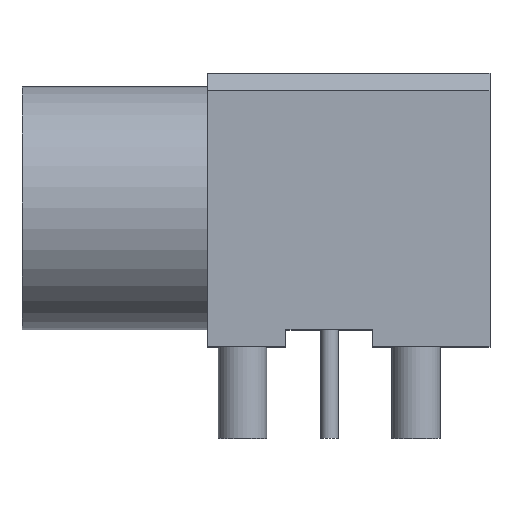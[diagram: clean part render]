
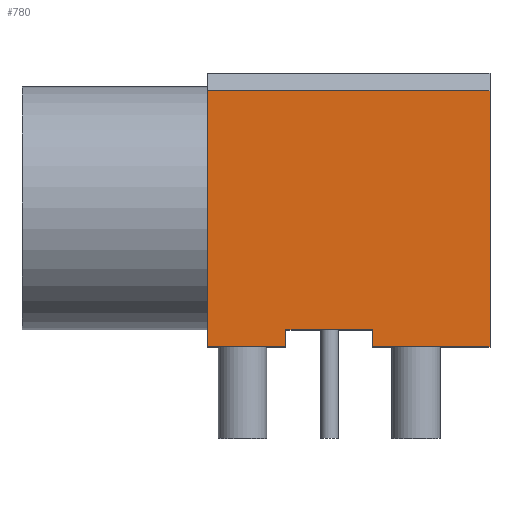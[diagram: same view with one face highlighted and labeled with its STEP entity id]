
A CAD part, top view. The second image highlights one B-rep face of the part: STEP entity #780.
In plain terms, the highlighted planar face has unit normal (0, 0, 1).
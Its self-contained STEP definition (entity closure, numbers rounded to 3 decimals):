
#100=DIRECTION('',(0.,-1.,0.));
#101=VECTOR('',#100,4.064);
#102=CARTESIAN_POINT('',(5.436,0.,3.556));
#103=LINE('',#102,#101);
#175=DIRECTION('',(-1.,0.,0.));
#176=VECTOR('',#175,8.255);
#177=CARTESIAN_POINT('',(13.691,3.429,3.556));
#178=LINE('',#177,#176);
#179=DIRECTION('',(0.,1.,0.));
#180=VECTOR('',#179,7.493);
#181=CARTESIAN_POINT('',(13.691,-4.064,3.556));
#182=LINE('',#181,#180);
#183=DIRECTION('',(1.,0.,0.));
#184=VECTOR('',#183,3.429);
#185=CARTESIAN_POINT('',(10.262,-4.064,3.556));
#186=LINE('',#185,#184);
#187=DIRECTION('',(0.,1.,0.));
#188=VECTOR('',#187,0.508);
#189=CARTESIAN_POINT('',(10.262,-4.064,3.556));
#190=LINE('',#189,#188);
#191=DIRECTION('',(1.,0.,0.));
#192=VECTOR('',#191,2.54);
#193=CARTESIAN_POINT('',(7.722,-3.556,3.556));
#194=LINE('',#193,#192);
#195=DIRECTION('',(0.,-1.,0.));
#196=VECTOR('',#195,0.508);
#197=CARTESIAN_POINT('',(7.722,-3.556,3.556));
#198=LINE('',#197,#196);
#199=DIRECTION('',(1.,0.,0.));
#200=VECTOR('',#199,2.286);
#201=CARTESIAN_POINT('',(5.436,-4.064,3.556));
#202=LINE('',#201,#200);
#203=DIRECTION('',(0.,1.,0.));
#204=VECTOR('',#203,3.429);
#205=CARTESIAN_POINT('',(5.436,0.,3.556));
#206=LINE('',#205,#204);
#487=CARTESIAN_POINT('',(7.722,-3.556,3.556));
#488=CARTESIAN_POINT('',(10.262,-3.556,3.556));
#489=VERTEX_POINT('',#487);
#490=VERTEX_POINT('',#488);
#491=CARTESIAN_POINT('',(10.262,-4.064,3.556));
#492=VERTEX_POINT('',#491);
#493=CARTESIAN_POINT('',(7.722,-4.064,3.556));
#494=VERTEX_POINT('',#493);
#503=CARTESIAN_POINT('',(5.436,-4.064,3.556));
#504=VERTEX_POINT('',#503);
#529=CARTESIAN_POINT('',(13.691,-4.064,3.556));
#530=VERTEX_POINT('',#529);
#553=CARTESIAN_POINT('',(5.436,0.,3.556));
#554=VERTEX_POINT('',#553);
#559=CARTESIAN_POINT('',(5.436,3.429,3.556));
#561=VERTEX_POINT('',#559);
#565=CARTESIAN_POINT('',(13.691,3.429,3.556));
#566=VERTEX_POINT('',#565);
#760=CARTESIAN_POINT('',(0.,0.,3.556));
#761=DIRECTION('',(0.,0.,1.));
#762=DIRECTION('',(1.,0.,0.));
#763=AXIS2_PLACEMENT_3D('',#760,#761,#762);
#764=PLANE('',#763);
#765=ORIENTED_EDGE('',*,*,#664,.F.);
#766=ORIENTED_EDGE('',*,*,#649,.F.);
#768=ORIENTED_EDGE('',*,*,#767,.F.);
#770=ORIENTED_EDGE('',*,*,#769,.T.);
#771=ORIENTED_EDGE('',*,*,#734,.F.);
#773=ORIENTED_EDGE('',*,*,#772,.T.);
#775=ORIENTED_EDGE('',*,*,#774,.F.);
#776=ORIENTED_EDGE('',*,*,#697,.F.);
#777=ORIENTED_EDGE('',*,*,#710,.T.);
#778=EDGE_LOOP('',(#765,#766,#768,#770,#771,#773,#775,#776,#777));
#779=FACE_OUTER_BOUND('',#778,.F.);
#649=EDGE_CURVE('',#530,#566,#182,.T.);
#664=EDGE_CURVE('',#566,#561,#178,.T.);
#697=EDGE_CURVE('',#554,#504,#103,.T.);
#710=EDGE_CURVE('',#554,#561,#206,.T.);
#734=EDGE_CURVE('',#489,#490,#194,.T.);
#767=EDGE_CURVE('',#492,#530,#186,.T.);
#769=EDGE_CURVE('',#492,#490,#190,.T.);
#772=EDGE_CURVE('',#489,#494,#198,.T.);
#774=EDGE_CURVE('',#504,#494,#202,.T.);
#780=ADVANCED_FACE('',(#779),#764,.T.);
